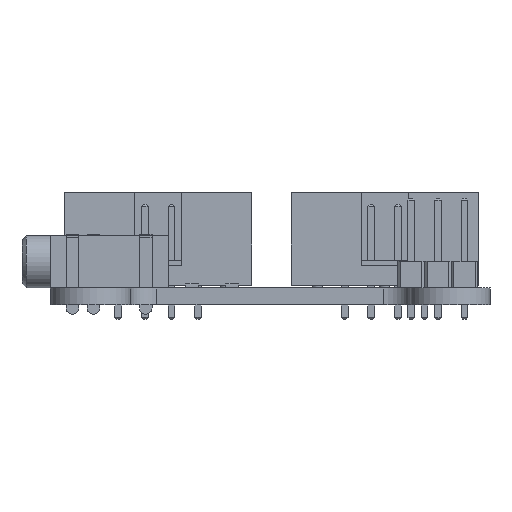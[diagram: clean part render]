
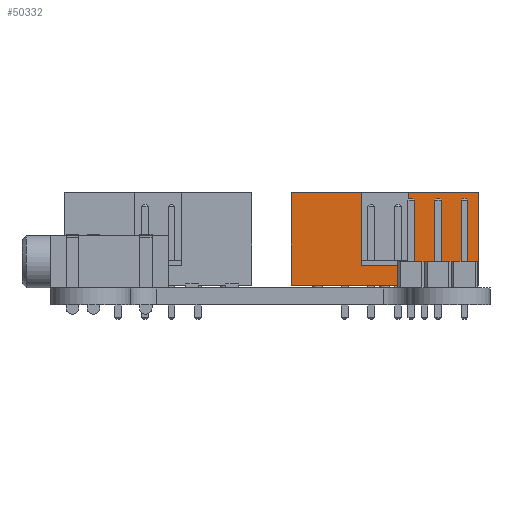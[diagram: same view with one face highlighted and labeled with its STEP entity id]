
A CAD part, left-side view. The second image highlights one B-rep face of the part: STEP entity #50332.
In plain terms, the highlighted planar face has unit normal (-1, 0, 0).
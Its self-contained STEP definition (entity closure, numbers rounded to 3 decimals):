
#50332 = ADVANCED_FACE('',(#50333),#50399,.T.);
#50333 = FACE_BOUND('',#50334,.T.);
#50334 = EDGE_LOOP('',(#50335,#50345,#50353,#50361,#50369,#50377,#50385,
    #50393));
#50335 = ORIENTED_EDGE('',*,*,#50336,.F.);
#50336 = EDGE_CURVE('',#50337,#50339,#50341,.T.);
#50337 = VERTEX_POINT('',#50338);
#50338 = CARTESIAN_POINT('',(-3.155,5.1,0.25));
#50339 = VERTEX_POINT('',#50340);
#50340 = CARTESIAN_POINT('',(-3.155,5.1,9.1));
#50341 = LINE('',#50342,#50343);
#50342 = CARTESIAN_POINT('',(-3.155,5.1,0.25));
#50343 = VECTOR('',#50344,1.);
#50344 = DIRECTION('',(0.,0.,1.));
#50345 = ORIENTED_EDGE('',*,*,#50346,.T.);
#50346 = EDGE_CURVE('',#50337,#50347,#50349,.T.);
#50347 = VERTEX_POINT('',#50348);
#50348 = CARTESIAN_POINT('',(-3.155,-12.72,0.25));
#50349 = LINE('',#50350,#50351);
#50350 = CARTESIAN_POINT('',(-3.155,5.1,0.25));
#50351 = VECTOR('',#50352,1.);
#50352 = DIRECTION('',(0.,-1.,0.));
#50353 = ORIENTED_EDGE('',*,*,#50354,.T.);
#50354 = EDGE_CURVE('',#50347,#50355,#50357,.T.);
#50355 = VERTEX_POINT('',#50356);
#50356 = CARTESIAN_POINT('',(-3.155,-12.72,9.1));
#50357 = LINE('',#50358,#50359);
#50358 = CARTESIAN_POINT('',(-3.155,-12.72,2.6));
#50359 = VECTOR('',#50360,1.);
#50360 = DIRECTION('',(0.,0.,1.));
#50361 = ORIENTED_EDGE('',*,*,#50362,.F.);
#50362 = EDGE_CURVE('',#50363,#50355,#50365,.T.);
#50363 = VERTEX_POINT('',#50364);
#50364 = CARTESIAN_POINT('',(-3.155,-6.06,9.1));
#50365 = LINE('',#50366,#50367);
#50366 = CARTESIAN_POINT('',(-3.155,5.1,9.1));
#50367 = VECTOR('',#50368,1.);
#50368 = DIRECTION('',(0.,-1.,0.));
#50369 = ORIENTED_EDGE('',*,*,#50370,.T.);
#50370 = EDGE_CURVE('',#50363,#50371,#50373,.T.);
#50371 = VERTEX_POINT('',#50372);
#50372 = CARTESIAN_POINT('',(-3.155,-6.06,2.1));
#50373 = LINE('',#50374,#50375);
#50374 = CARTESIAN_POINT('',(-3.155,-6.06,3.388));
#50375 = VECTOR('',#50376,1.);
#50376 = DIRECTION('',(0.,0.,-1.));
#50377 = ORIENTED_EDGE('',*,*,#50378,.T.);
#50378 = EDGE_CURVE('',#50371,#50379,#50381,.T.);
#50379 = VERTEX_POINT('',#50380);
#50380 = CARTESIAN_POINT('',(-3.155,-1.56,2.1));
#50381 = LINE('',#50382,#50383);
#50382 = CARTESIAN_POINT('',(-3.155,-3.81,2.1));
#50383 = VECTOR('',#50384,1.);
#50384 = DIRECTION('',(0.,1.,0.));
#50385 = ORIENTED_EDGE('',*,*,#50386,.T.);
#50386 = EDGE_CURVE('',#50379,#50387,#50389,.T.);
#50387 = VERTEX_POINT('',#50388);
#50388 = CARTESIAN_POINT('',(-3.155,-1.56,9.1));
#50389 = LINE('',#50390,#50391);
#50390 = CARTESIAN_POINT('',(-3.155,-1.56,3.388));
#50391 = VECTOR('',#50392,1.);
#50392 = DIRECTION('',(0.,0.,1.));
#50393 = ORIENTED_EDGE('',*,*,#50394,.F.);
#50394 = EDGE_CURVE('',#50339,#50387,#50395,.T.);
#50395 = LINE('',#50396,#50397);
#50396 = CARTESIAN_POINT('',(-3.155,5.1,9.1));
#50397 = VECTOR('',#50398,1.);
#50398 = DIRECTION('',(0.,-1.,0.));
#50399 = PLANE('',#50400);
#50400 = AXIS2_PLACEMENT_3D('',#50401,#50402,#50403);
#50401 = CARTESIAN_POINT('',(-3.155,-3.81,4.675));
#50402 = DIRECTION('',(-1.,0.,0.));
#50403 = DIRECTION('',(0.,0.,-1.));
